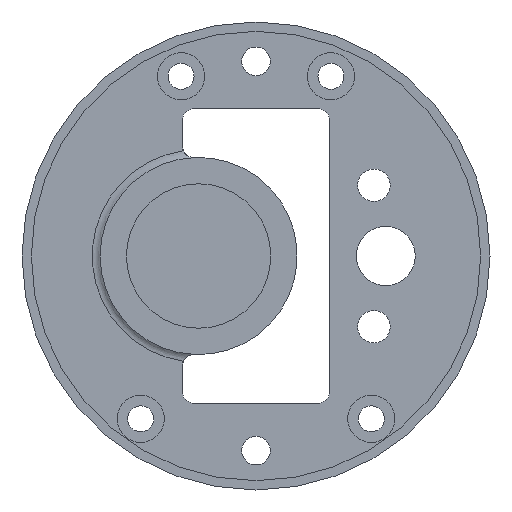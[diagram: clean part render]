
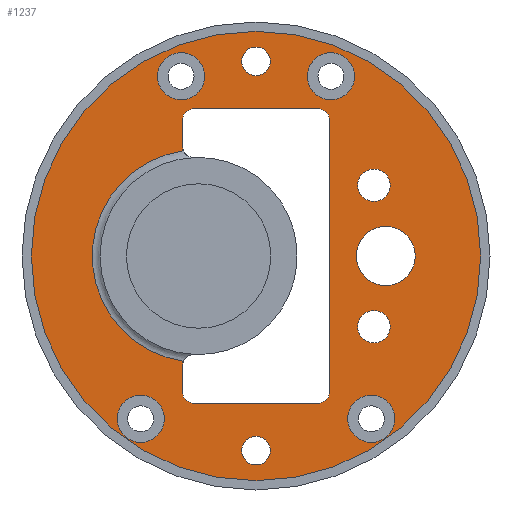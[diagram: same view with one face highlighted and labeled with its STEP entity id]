
A CAD part, front view. The second image highlights one B-rep face of the part: STEP entity #1237.
In plain terms, the highlighted planar face has unit normal (0, -1, 0).
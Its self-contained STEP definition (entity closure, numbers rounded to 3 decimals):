
#15=FACE_BOUND('',#167,.T.);
#16=FACE_BOUND('',#168,.T.);
#17=FACE_BOUND('',#169,.T.);
#18=FACE_BOUND('',#170,.T.);
#19=FACE_BOUND('',#171,.T.);
#20=FACE_BOUND('',#172,.T.);
#21=FACE_BOUND('',#173,.T.);
#22=FACE_BOUND('',#174,.T.);
#23=FACE_BOUND('',#175,.T.);
#24=FACE_BOUND('',#176,.T.);
#46=PLANE('',#1338);
#95=FACE_OUTER_BOUND('',#166,.T.);
#166=EDGE_LOOP('',(#879));
#167=EDGE_LOOP('',(#880));
#168=EDGE_LOOP('',(#881));
#169=EDGE_LOOP('',(#882));
#170=EDGE_LOOP('',(#883));
#171=EDGE_LOOP('',(#884));
#172=EDGE_LOOP('',(#885,#886,#887,#888,#889,#890,#891,#892,#893,#894,#895,
#896));
#173=EDGE_LOOP('',(#897));
#174=EDGE_LOOP('',(#898));
#175=EDGE_LOOP('',(#899));
#176=EDGE_LOOP('',(#900));
#264=CIRCLE('',#1326,2.);
#265=CIRCLE('',#1329,2.);
#270=CIRCLE('',#1337,18.038);
#271=CIRCLE('',#1339,38.1);
#272=CIRCLE('',#1340,2.75);
#273=CIRCLE('',#1341,2.75);
#274=CIRCLE('',#1342,5.);
#275=CIRCLE('',#1343,4.);
#276=CIRCLE('',#1344,4.);
#277=CIRCLE('',#1345,2.);
#278=CIRCLE('',#1346,2.);
#279=CIRCLE('',#1347,2.);
#280=CIRCLE('',#1348,2.);
#281=CIRCLE('',#1349,4.);
#282=CIRCLE('',#1350,4.);
#283=CIRCLE('',#1351,2.425);
#284=CIRCLE('',#1352,2.425);
#325=LINE('',#1865,#441);
#329=LINE('',#1872,#445);
#331=LINE('',#1914,#447);
#332=LINE('',#1918,#448);
#333=LINE('',#1922,#449);
#441=VECTOR('',#1470,10.);
#445=VECTOR('',#1474,10.);
#447=VECTOR('',#1512,10.);
#448=VECTOR('',#1515,10.);
#449=VECTOR('',#1518,10.);
#556=VERTEX_POINT('',#1837);
#560=VERTEX_POINT('',#1856);
#562=VERTEX_POINT('',#1862);
#563=VERTEX_POINT('',#1864);
#566=VERTEX_POINT('',#1870);
#567=VERTEX_POINT('',#1874);
#571=VERTEX_POINT('',#1899);
#572=VERTEX_POINT('',#1901);
#573=VERTEX_POINT('',#1903);
#574=VERTEX_POINT('',#1905);
#575=VERTEX_POINT('',#1907);
#576=VERTEX_POINT('',#1909);
#577=VERTEX_POINT('',#1911);
#578=VERTEX_POINT('',#1913);
#579=VERTEX_POINT('',#1915);
#580=VERTEX_POINT('',#1917);
#581=VERTEX_POINT('',#1919);
#582=VERTEX_POINT('',#1921);
#583=VERTEX_POINT('',#1924);
#584=VERTEX_POINT('',#1926);
#585=VERTEX_POINT('',#1928);
#586=VERTEX_POINT('',#1930);
#678=EDGE_CURVE('',#556,#560,#264,.F.);
#681=EDGE_CURVE('',#563,#562,#325,.T.);
#685=EDGE_CURVE('',#560,#566,#329,.T.);
#686=EDGE_CURVE('',#567,#562,#265,.T.);
#694=EDGE_CURVE('',#556,#567,#270,.T.);
#695=EDGE_CURVE('',#571,#571,#271,.T.);
#696=EDGE_CURVE('',#572,#572,#272,.T.);
#697=EDGE_CURVE('',#573,#573,#273,.T.);
#698=EDGE_CURVE('',#574,#574,#274,.T.);
#699=EDGE_CURVE('',#575,#575,#275,.T.);
#700=EDGE_CURVE('',#576,#576,#276,.T.);
#701=EDGE_CURVE('',#577,#566,#277,.T.);
#702=EDGE_CURVE('',#577,#578,#331,.T.);
#703=EDGE_CURVE('',#579,#578,#278,.T.);
#704=EDGE_CURVE('',#579,#580,#332,.T.);
#705=EDGE_CURVE('',#581,#580,#279,.T.);
#706=EDGE_CURVE('',#581,#582,#333,.T.);
#707=EDGE_CURVE('',#563,#582,#280,.T.);
#708=EDGE_CURVE('',#583,#583,#281,.T.);
#709=EDGE_CURVE('',#584,#584,#282,.T.);
#710=EDGE_CURVE('',#585,#585,#283,.T.);
#711=EDGE_CURVE('',#586,#586,#284,.T.);
#879=ORIENTED_EDGE('',*,*,#695,.T.);
#880=ORIENTED_EDGE('',*,*,#696,.T.);
#881=ORIENTED_EDGE('',*,*,#697,.T.);
#882=ORIENTED_EDGE('',*,*,#698,.T.);
#883=ORIENTED_EDGE('',*,*,#699,.T.);
#884=ORIENTED_EDGE('',*,*,#700,.T.);
#885=ORIENTED_EDGE('',*,*,#694,.F.);
#886=ORIENTED_EDGE('',*,*,#678,.T.);
#887=ORIENTED_EDGE('',*,*,#685,.T.);
#888=ORIENTED_EDGE('',*,*,#701,.F.);
#889=ORIENTED_EDGE('',*,*,#702,.T.);
#890=ORIENTED_EDGE('',*,*,#703,.F.);
#891=ORIENTED_EDGE('',*,*,#704,.T.);
#892=ORIENTED_EDGE('',*,*,#705,.F.);
#893=ORIENTED_EDGE('',*,*,#706,.T.);
#894=ORIENTED_EDGE('',*,*,#707,.F.);
#895=ORIENTED_EDGE('',*,*,#681,.T.);
#896=ORIENTED_EDGE('',*,*,#686,.F.);
#897=ORIENTED_EDGE('',*,*,#708,.T.);
#898=ORIENTED_EDGE('',*,*,#709,.T.);
#899=ORIENTED_EDGE('',*,*,#710,.T.);
#900=ORIENTED_EDGE('',*,*,#711,.T.);
#1237=ADVANCED_FACE('',(#95,#15,#16,#17,#18,#19,#20,#21,#22,#23,#24),#46,
 .F.);
#1326=AXIS2_PLACEMENT_3D('',#1858,#1464,#1465);
#1329=AXIS2_PLACEMENT_3D('',#1875,#1477,#1478);
#1337=AXIS2_PLACEMENT_3D('',#1897,#1494,#1495);
#1338=AXIS2_PLACEMENT_3D('',#1898,#1496,#1497);
#1339=AXIS2_PLACEMENT_3D('',#1900,#1498,#1499);
#1340=AXIS2_PLACEMENT_3D('',#1902,#1500,#1501);
#1341=AXIS2_PLACEMENT_3D('',#1904,#1502,#1503);
#1342=AXIS2_PLACEMENT_3D('',#1906,#1504,#1505);
#1343=AXIS2_PLACEMENT_3D('',#1908,#1506,#1507);
#1344=AXIS2_PLACEMENT_3D('',#1910,#1508,#1509);
#1345=AXIS2_PLACEMENT_3D('',#1912,#1510,#1511);
#1346=AXIS2_PLACEMENT_3D('',#1916,#1513,#1514);
#1347=AXIS2_PLACEMENT_3D('',#1920,#1516,#1517);
#1348=AXIS2_PLACEMENT_3D('',#1923,#1519,#1520);
#1349=AXIS2_PLACEMENT_3D('',#1925,#1521,#1522);
#1350=AXIS2_PLACEMENT_3D('',#1927,#1523,#1524);
#1351=AXIS2_PLACEMENT_3D('',#1929,#1525,#1526);
#1352=AXIS2_PLACEMENT_3D('',#1931,#1527,#1528);
#1464=DIRECTION('center_axis',(0.,-1.,0.));
#1465=DIRECTION('ref_axis',(-0.693,0.,-0.721));
#1470=DIRECTION('',(0.,0.,1.));
#1474=DIRECTION('',(0.,0.,1.));
#1477=DIRECTION('center_axis',(0.,-1.,0.));
#1478=DIRECTION('ref_axis',(-0.693,0.,0.721));
#1494=DIRECTION('center_axis',(0.,-1.,0.));
#1495=DIRECTION('ref_axis',(0.,0.,-1.));
#1496=DIRECTION('center_axis',(0.,1.,0.));
#1497=DIRECTION('ref_axis',(0.,0.,1.));
#1498=DIRECTION('center_axis',(0.,-1.,0.));
#1499=DIRECTION('ref_axis',(-1.,0.,0.));
#1500=DIRECTION('center_axis',(0.,1.,0.));
#1501=DIRECTION('ref_axis',(-1.,0.,0.));
#1502=DIRECTION('center_axis',(0.,1.,0.));
#1503=DIRECTION('ref_axis',(-1.,0.,0.));
#1504=DIRECTION('center_axis',(0.,1.,0.));
#1505=DIRECTION('ref_axis',(-1.,0.,0.));
#1506=DIRECTION('center_axis',(0.,1.,0.));
#1507=DIRECTION('ref_axis',(-1.,0.,0.));
#1508=DIRECTION('center_axis',(0.,1.,0.));
#1509=DIRECTION('ref_axis',(-1.,0.,0.));
#1510=DIRECTION('center_axis',(0.,-1.,0.));
#1511=DIRECTION('ref_axis',(-0.707,0.,0.707));
#1512=DIRECTION('',(1.,0.,0.));
#1513=DIRECTION('center_axis',(0.,-1.,0.));
#1514=DIRECTION('ref_axis',(0.707,0.,0.707));
#1515=DIRECTION('',(0.,0.,-1.));
#1516=DIRECTION('center_axis',(0.,-1.,0.));
#1517=DIRECTION('ref_axis',(0.707,0.,-0.707));
#1518=DIRECTION('',(-1.,0.,0.));
#1519=DIRECTION('center_axis',(0.,-1.,0.));
#1520=DIRECTION('ref_axis',(-0.707,0.,-0.707));
#1521=DIRECTION('center_axis',(0.,1.,0.));
#1522=DIRECTION('ref_axis',(-1.,0.,0.));
#1523=DIRECTION('center_axis',(0.,1.,0.));
#1524=DIRECTION('ref_axis',(-1.,0.,0.));
#1525=DIRECTION('center_axis',(0.,1.,0.));
#1526=DIRECTION('ref_axis',(1.,0.,0.));
#1527=DIRECTION('center_axis',(0.,1.,0.));
#1528=DIRECTION('ref_axis',(-1.,0.,0.));
#1837=CARTESIAN_POINT('',(-12.312,0.,17.853));
#1856=CARTESIAN_POINT('',(-12.5,0.,18.699));
#1858=CARTESIAN_POINT('Origin',(-10.5,0.,18.699));
#1862=CARTESIAN_POINT('',(-12.5,0.,-18.699));
#1864=CARTESIAN_POINT('',(-12.5,0.,-23.));
#1865=CARTESIAN_POINT('',(-12.5,0.,-12.5));
#1870=CARTESIAN_POINT('',(-12.5,0.,23.));
#1872=CARTESIAN_POINT('',(-12.5,0.,-12.5));
#1874=CARTESIAN_POINT('',(-12.312,0.,-17.853));
#1875=CARTESIAN_POINT('Origin',(-10.5,0.,-18.699));
#1897=CARTESIAN_POINT('Origin',(-9.736,0.,0.));
#1898=CARTESIAN_POINT('Origin',(0.,0.,
0.));
#1899=CARTESIAN_POINT('',(38.1,0.,0.));
#1900=CARTESIAN_POINT('Origin',(0.,0.,0.));
#1901=CARTESIAN_POINT('',(22.75,0.,12.));
#1902=CARTESIAN_POINT('Origin',(20.,0.,12.));
#1903=CARTESIAN_POINT('',(22.75,0.,-12.));
#1904=CARTESIAN_POINT('Origin',(20.,0.,-12.));
#1905=CARTESIAN_POINT('',(27.,0.,0.));
#1906=CARTESIAN_POINT('Origin',(22.,0.,0.));
#1907=CARTESIAN_POINT('',(-15.558,0.,-27.61));
#1908=CARTESIAN_POINT('Origin',(-19.558,0.,-27.61));
#1909=CARTESIAN_POINT('',(23.558,0.,-27.61));
#1910=CARTESIAN_POINT('Origin',(19.558,0.,-27.61));
#1911=CARTESIAN_POINT('',(-10.5,0.,25.));
#1912=CARTESIAN_POINT('Origin',(-10.5,0.,23.));
#1913=CARTESIAN_POINT('',(10.5,0.,25.));
#1914=CARTESIAN_POINT('',(-6.25,0.,25.));
#1915=CARTESIAN_POINT('',(12.5,0.,23.));
#1916=CARTESIAN_POINT('Origin',(10.5,0.,23.));
#1917=CARTESIAN_POINT('',(12.5,0.,-23.));
#1918=CARTESIAN_POINT('',(12.5,0.,12.5));
#1919=CARTESIAN_POINT('',(10.5,0.,-25.));
#1920=CARTESIAN_POINT('Origin',(10.5,0.,-23.));
#1921=CARTESIAN_POINT('',(-10.5,0.,-25.));
#1922=CARTESIAN_POINT('',(6.25,0.,-25.));
#1923=CARTESIAN_POINT('Origin',(-10.5,0.,-23.));
#1924=CARTESIAN_POINT('',(16.7,0.,30.48));
#1925=CARTESIAN_POINT('Origin',(12.7,0.,30.48));
#1926=CARTESIAN_POINT('',(-8.7,0.,30.48));
#1927=CARTESIAN_POINT('Origin',(-12.7,0.,30.48));
#1928=CARTESIAN_POINT('',(-2.425,0.,-33.02));
#1929=CARTESIAN_POINT('Origin',(0.,0.,
-33.02));
#1930=CARTESIAN_POINT('',(2.425,0.,33.02));
#1931=CARTESIAN_POINT('Origin',(0.,0.,33.02));
